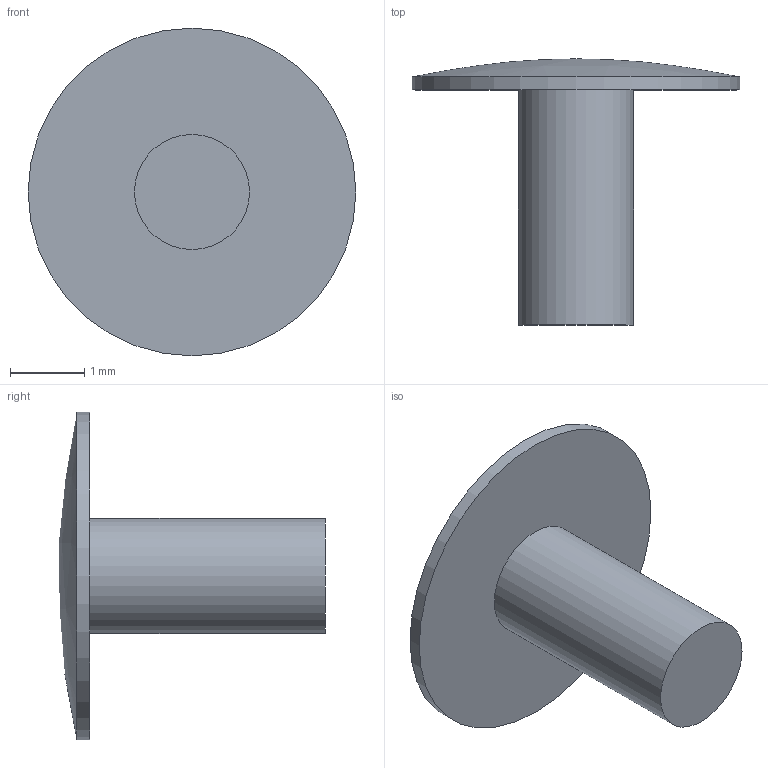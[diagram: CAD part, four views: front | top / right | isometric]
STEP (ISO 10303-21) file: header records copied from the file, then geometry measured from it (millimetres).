
FILE_DESCRIPTION(/* description */ (''),/* implementation_level */ '2;1');
FILE_NAME(/* name */ 'BUSS-RIVET.ipt.step',/* time_stamp */ '2014-01-07T11:04:57-08:00',/* author */ ('Autodesk'),/* organization */ (''),/* preprocessor_version */ 'ST-DEVELOPER v15.2',/* originating_system */ 'Autodesk Inventor 2014',/* authorisation */ '');
FILE_SCHEMA (('AUTOMOTIVE_DESIGN { 1 0 10303 214 3 1 1 }'));
Length unit declared in the file: inch
Products named in the file (1): BUSS-RIVET
Bounding box: 4.43 x 3.59 x 4.43 mm (x, y, z)
Volume: 10.7 mm3; surface area: 48.9 mm2
Topology: 1 solids, 1 shells, 5 faces, 6 edges, 4 vertices
Faces by surface type: cylinder 2, plane 2, sphere 1
Full cylindrical faces by diameter (mm): 1.555 x1, 4.425 x1
Entity records: 117 total; most frequent: DIRECTION 20, CARTESIAN_POINT 14, AXIS2_PLACEMENT_3D 10, EDGE_LOOP 8, ORIENTED_EDGE 8, ADVANCED_FACE 5, FACE_BOUND 4, FACE_OUTER_BOUND 4
